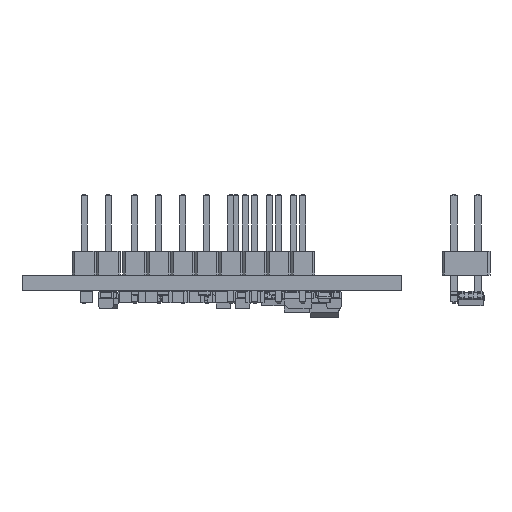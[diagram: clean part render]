
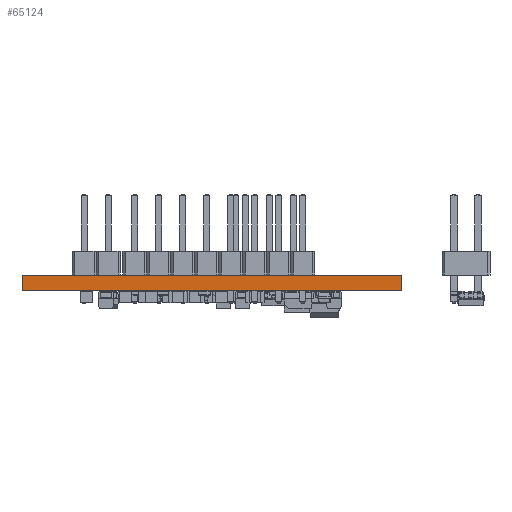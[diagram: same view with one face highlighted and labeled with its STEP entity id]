
A CAD part, left-side view. The second image highlights one B-rep face of the part: STEP entity #65124.
In plain terms, the highlighted planar face has unit normal (-1, 0, 0).
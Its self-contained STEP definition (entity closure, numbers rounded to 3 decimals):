
#64943 = PLANE('',#64944);
#64944 = AXIS2_PLACEMENT_3D('',#64945,#64946,#64947);
#64945 = CARTESIAN_POINT('',(50.546,0.254,0.));
#64946 = DIRECTION('',(0.,-1.,0.));
#64947 = DIRECTION('',(-1.,0.,0.));
#64968 = VERTEX_POINT('',#64969);
#64969 = CARTESIAN_POINT('',(0.254,0.254,1.6));
#64983 = PLANE('',#64984);
#64984 = AXIS2_PLACEMENT_3D('',#64985,#64986,#64987);
#64985 = CARTESIAN_POINT('',(25.4,20.32,1.6));
#64986 = DIRECTION('',(-0.,-0.,-1.));
#64987 = DIRECTION('',(-1.,0.,0.));
#64995 = EDGE_CURVE('',#64996,#64968,#64998,.T.);
#64996 = VERTEX_POINT('',#64997);
#64997 = CARTESIAN_POINT('',(0.254,0.254,0.));
#64998 = SURFACE_CURVE('',#64999,(#65003,#65010),.PCURVE_S1.);
#64999 = LINE('',#65000,#65001);
#65000 = CARTESIAN_POINT('',(0.254,0.254,0.));
#65001 = VECTOR('',#65002,1.);
#65002 = DIRECTION('',(0.,0.,1.));
#65003 = PCURVE('',#64943,#65004);
#65004 = DEFINITIONAL_REPRESENTATION('',(#65005),#65009);
#65005 = LINE('',#65006,#65007);
#65006 = CARTESIAN_POINT('',(50.292,0.));
#65007 = VECTOR('',#65008,1.);
#65008 = DIRECTION('',(0.,-1.));
#65009 = ( GEOMETRIC_REPRESENTATION_CONTEXT(2) 
PARAMETRIC_REPRESENTATION_CONTEXT() REPRESENTATION_CONTEXT('2D SPACE',''
  ) );
#65010 = PCURVE('',#65011,#65016);
#65011 = PLANE('',#65012);
#65012 = AXIS2_PLACEMENT_3D('',#65013,#65014,#65015);
#65013 = CARTESIAN_POINT('',(0.254,0.254,0.));
#65014 = DIRECTION('',(-1.,0.,0.));
#65015 = DIRECTION('',(0.,1.,0.));
#65016 = DEFINITIONAL_REPRESENTATION('',(#65017),#65021);
#65017 = LINE('',#65018,#65019);
#65018 = CARTESIAN_POINT('',(0.,0.));
#65019 = VECTOR('',#65020,1.);
#65020 = DIRECTION('',(0.,-1.));
#65021 = ( GEOMETRIC_REPRESENTATION_CONTEXT(2) 
PARAMETRIC_REPRESENTATION_CONTEXT() REPRESENTATION_CONTEXT('2D SPACE',''
  ) );
#65037 = PLANE('',#65038);
#65038 = AXIS2_PLACEMENT_3D('',#65039,#65040,#65041);
#65039 = CARTESIAN_POINT('',(25.4,20.32,0.));
#65040 = DIRECTION('',(-0.,-0.,-1.));
#65041 = DIRECTION('',(-1.,0.,0.));
#65070 = PLANE('',#65071);
#65071 = AXIS2_PLACEMENT_3D('',#65072,#65073,#65074);
#65072 = CARTESIAN_POINT('',(0.254,40.386,0.));
#65073 = DIRECTION('',(0.,1.,0.));
#65074 = DIRECTION('',(1.,0.,0.));
#65124 = ADVANCED_FACE('',(#65125),#65011,.T.);
#65125 = FACE_BOUND('',#65126,.T.);
#65126 = EDGE_LOOP('',(#65127,#65128,#65151,#65174));
#65127 = ORIENTED_EDGE('',*,*,#64995,.T.);
#65128 = ORIENTED_EDGE('',*,*,#65129,.T.);
#65129 = EDGE_CURVE('',#64968,#65130,#65132,.T.);
#65130 = VERTEX_POINT('',#65131);
#65131 = CARTESIAN_POINT('',(0.254,40.386,1.6));
#65132 = SURFACE_CURVE('',#65133,(#65137,#65144),.PCURVE_S1.);
#65133 = LINE('',#65134,#65135);
#65134 = CARTESIAN_POINT('',(0.254,0.254,1.6));
#65135 = VECTOR('',#65136,1.);
#65136 = DIRECTION('',(0.,1.,0.));
#65137 = PCURVE('',#65011,#65138);
#65138 = DEFINITIONAL_REPRESENTATION('',(#65139),#65143);
#65139 = LINE('',#65140,#65141);
#65140 = CARTESIAN_POINT('',(0.,-1.6));
#65141 = VECTOR('',#65142,1.);
#65142 = DIRECTION('',(1.,0.));
#65143 = ( GEOMETRIC_REPRESENTATION_CONTEXT(2) 
PARAMETRIC_REPRESENTATION_CONTEXT() REPRESENTATION_CONTEXT('2D SPACE',''
  ) );
#65144 = PCURVE('',#64983,#65145);
#65145 = DEFINITIONAL_REPRESENTATION('',(#65146),#65150);
#65146 = LINE('',#65147,#65148);
#65147 = CARTESIAN_POINT('',(25.146,-20.066));
#65148 = VECTOR('',#65149,1.);
#65149 = DIRECTION('',(0.,1.));
#65150 = ( GEOMETRIC_REPRESENTATION_CONTEXT(2) 
PARAMETRIC_REPRESENTATION_CONTEXT() REPRESENTATION_CONTEXT('2D SPACE',''
  ) );
#65151 = ORIENTED_EDGE('',*,*,#65152,.F.);
#65152 = EDGE_CURVE('',#65153,#65130,#65155,.T.);
#65153 = VERTEX_POINT('',#65154);
#65154 = CARTESIAN_POINT('',(0.254,40.386,0.));
#65155 = SURFACE_CURVE('',#65156,(#65160,#65167),.PCURVE_S1.);
#65156 = LINE('',#65157,#65158);
#65157 = CARTESIAN_POINT('',(0.254,40.386,0.));
#65158 = VECTOR('',#65159,1.);
#65159 = DIRECTION('',(0.,0.,1.));
#65160 = PCURVE('',#65011,#65161);
#65161 = DEFINITIONAL_REPRESENTATION('',(#65162),#65166);
#65162 = LINE('',#65163,#65164);
#65163 = CARTESIAN_POINT('',(40.132,0.));
#65164 = VECTOR('',#65165,1.);
#65165 = DIRECTION('',(0.,-1.));
#65166 = ( GEOMETRIC_REPRESENTATION_CONTEXT(2) 
PARAMETRIC_REPRESENTATION_CONTEXT() REPRESENTATION_CONTEXT('2D SPACE',''
  ) );
#65167 = PCURVE('',#65070,#65168);
#65168 = DEFINITIONAL_REPRESENTATION('',(#65169),#65173);
#65169 = LINE('',#65170,#65171);
#65170 = CARTESIAN_POINT('',(0.,0.));
#65171 = VECTOR('',#65172,1.);
#65172 = DIRECTION('',(0.,-1.));
#65173 = ( GEOMETRIC_REPRESENTATION_CONTEXT(2) 
PARAMETRIC_REPRESENTATION_CONTEXT() REPRESENTATION_CONTEXT('2D SPACE',''
  ) );
#65174 = ORIENTED_EDGE('',*,*,#65175,.F.);
#65175 = EDGE_CURVE('',#64996,#65153,#65176,.T.);
#65176 = SURFACE_CURVE('',#65177,(#65181,#65188),.PCURVE_S1.);
#65177 = LINE('',#65178,#65179);
#65178 = CARTESIAN_POINT('',(0.254,0.254,0.));
#65179 = VECTOR('',#65180,1.);
#65180 = DIRECTION('',(0.,1.,0.));
#65181 = PCURVE('',#65011,#65182);
#65182 = DEFINITIONAL_REPRESENTATION('',(#65183),#65187);
#65183 = LINE('',#65184,#65185);
#65184 = CARTESIAN_POINT('',(0.,0.));
#65185 = VECTOR('',#65186,1.);
#65186 = DIRECTION('',(1.,0.));
#65187 = ( GEOMETRIC_REPRESENTATION_CONTEXT(2) 
PARAMETRIC_REPRESENTATION_CONTEXT() REPRESENTATION_CONTEXT('2D SPACE',''
  ) );
#65188 = PCURVE('',#65037,#65189);
#65189 = DEFINITIONAL_REPRESENTATION('',(#65190),#65194);
#65190 = LINE('',#65191,#65192);
#65191 = CARTESIAN_POINT('',(25.146,-20.066));
#65192 = VECTOR('',#65193,1.);
#65193 = DIRECTION('',(0.,1.));
#65194 = ( GEOMETRIC_REPRESENTATION_CONTEXT(2) 
PARAMETRIC_REPRESENTATION_CONTEXT() REPRESENTATION_CONTEXT('2D SPACE',''
  ) );
